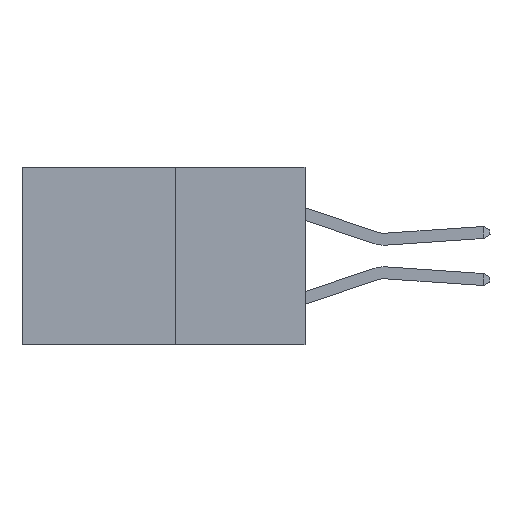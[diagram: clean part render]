
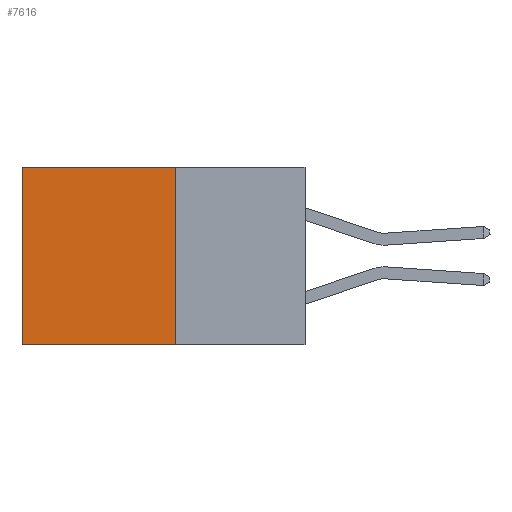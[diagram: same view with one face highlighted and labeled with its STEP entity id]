
A CAD part, left-side view. The second image highlights one B-rep face of the part: STEP entity #7616.
In plain terms, the highlighted planar face has unit normal (-1, 0, 0).
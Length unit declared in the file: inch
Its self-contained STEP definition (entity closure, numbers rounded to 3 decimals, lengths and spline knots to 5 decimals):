
#227 = VECTOR ( 'NONE', #6232, 39.37008 ) ;
#340 = VECTOR ( 'NONE', #13749, 39.37008 ) ;
#806 = AXIS2_PLACEMENT_3D ( 'NONE', #7084, #8177, #1807 ) ;
#1018 = LINE ( 'NONE', #11455, #6010 ) ;
#1528 = CARTESIAN_POINT ( 'NONE',  ( 0.277, 0.27, -0.37 ) ) ;
#1802 = CARTESIAN_POINT ( 'NONE',  ( 0.277, 0.27, -0.37 ) ) ;
#1807 = DIRECTION ( 'NONE',  ( 0., 0., -1. ) ) ;
#1851 = CARTESIAN_POINT ( 'NONE',  ( 0.277, 0.27, 0. ) ) ;
#2914 = VERTEX_POINT ( 'NONE', #13149 ) ;
#3055 = CARTESIAN_POINT ( 'NONE',  ( 0.277, 0.59, -0.37 ) ) ;
#3089 = LINE ( 'NONE', #3055, #227 ) ;
#3137 = CARTESIAN_POINT ( 'NONE',  ( 0.277, 0.27, -0.37 ) ) ;
#4684 = VERTEX_POINT ( 'NONE', #1851 ) ;
#5482 = LINE ( 'NONE', #1802, #7952 ) ;
#6008 = LINE ( 'NONE', #3137, #340 ) ;
#6010 = VECTOR ( 'NONE', #12477, 39.37008 ) ;
#6185 = EDGE_CURVE ( 'NONE', #10131, #2914, #6008, .T. ) ;
#6232 = DIRECTION ( 'NONE',  ( 0., 0., -1. ) ) ;
#6405 = EDGE_LOOP ( 'NONE', ( #11310, #13497, #11032, #12828 ) ) ;
#7084 = CARTESIAN_POINT ( 'NONE',  ( 0.277, 0.27, -0.37 ) ) ;
#7438 = FACE_OUTER_BOUND ( 'NONE', #6405, .T. ) ;
#7616 = ADVANCED_FACE ( 'NONE', ( #7438 ), #13479, .F. ) ;
#7952 = VECTOR ( 'NONE', #12510, 39.37008 ) ;
#8177 = DIRECTION ( 'NONE',  ( 1., 0., 0. ) ) ;
#10131 = VERTEX_POINT ( 'NONE', #1528 ) ;
#10325 = EDGE_CURVE ( 'NONE', #12480, #2914, #3089, .T. ) ;
#10836 = CARTESIAN_POINT ( 'NONE',  ( 0.277, 0.59, 0. ) ) ;
#11032 = ORIENTED_EDGE ( 'NONE', *, *, #13689, .F. ) ;
#11310 = ORIENTED_EDGE ( 'NONE', *, *, #10325, .T. ) ;
#11455 = CARTESIAN_POINT ( 'NONE',  ( 0.277, 0.27, 0. ) ) ;
#12200 = EDGE_CURVE ( 'NONE', #4684, #12480, #1018, .T. ) ;
#12477 = DIRECTION ( 'NONE',  ( 0., 1., 0. ) ) ;
#12480 = VERTEX_POINT ( 'NONE', #10836 ) ;
#12510 = DIRECTION ( 'NONE',  ( 0., 0., -1. ) ) ;
#12828 = ORIENTED_EDGE ( 'NONE', *, *, #12200, .T. ) ;
#13149 = CARTESIAN_POINT ( 'NONE',  ( 0.277, 0.59, -0.37 ) ) ;
#13479 = PLANE ( 'NONE',  #806 ) ;
#13497 = ORIENTED_EDGE ( 'NONE', *, *, #6185, .F. ) ;
#13689 = EDGE_CURVE ( 'NONE', #4684, #10131, #5482, .T. ) ;
#13749 = DIRECTION ( 'NONE',  ( 0., 1., 0. ) ) ;
